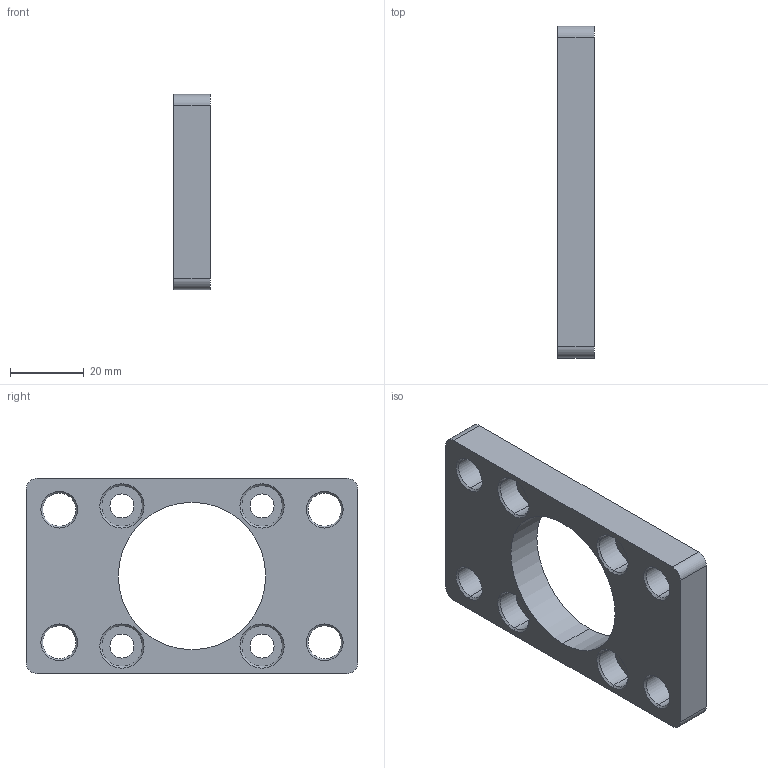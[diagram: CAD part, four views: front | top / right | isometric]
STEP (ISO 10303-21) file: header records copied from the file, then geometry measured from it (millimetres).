
FILE_DESCRIPTION (( 'STEP AP203' ), '1' );
FILE_NAME ('F-SI40FA_1SE_.stp', '2022-06-20T07:42:15', ( 'w530' ), ( '' ), 'SwSTEP 2.0', 'SolidWorks 2018', '' );
FILE_SCHEMA (( 'CONFIG_CONTROL_DESIGN' ));
Length unit declared in the file: millimetre
Products named in the file (1): F-SI40FA_1SE_
Bounding box: 10 x 90 x 53 mm (x, y, z)
Volume: 29543.8 mm3; surface area: 12546.3 mm2
Topology: 1 solids, 1 shells, 56 faces, 134 edges, 84 vertices
Faces by surface type: cylinder 30, cone 16, plane 10
Entity records: 1759 total; most frequent: DIRECTION 324, CARTESIAN_POINT 275, ORIENTED_EDGE 268, EDGE_CURVE 134, AXIS2_PLACEMENT_3D 133, VERTEX_POINT 84, EDGE_LOOP 78, CIRCLE 76
